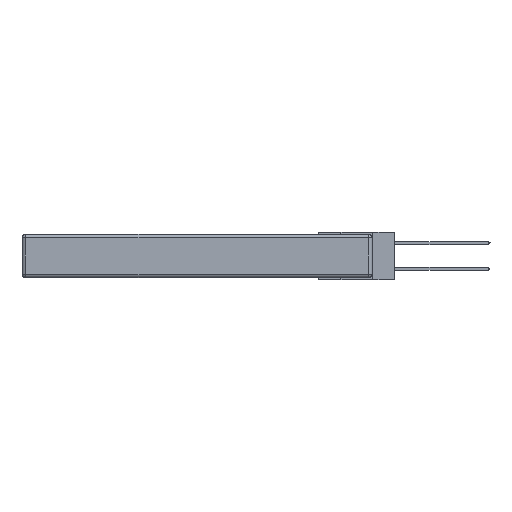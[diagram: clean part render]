
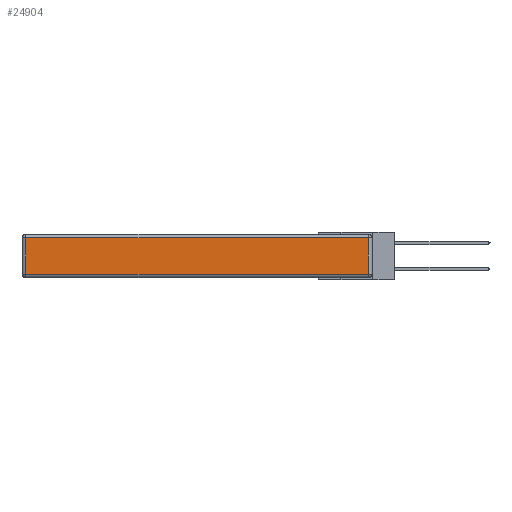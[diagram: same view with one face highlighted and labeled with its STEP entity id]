
A CAD part, left-side view. The second image highlights one B-rep face of the part: STEP entity #24904.
In plain terms, the highlighted planar face has unit normal (-1, 0, 0).
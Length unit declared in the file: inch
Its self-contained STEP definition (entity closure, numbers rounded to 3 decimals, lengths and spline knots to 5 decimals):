
#939 = CARTESIAN_POINT ( 'NONE',  ( 0., 0.03, -0.343 ) ) ;
#3514 = CARTESIAN_POINT ( 'NONE',  ( 0., 2.72, -0.313 ) ) ;
#3689 = EDGE_CURVE ( 'NONE', #27959, #30894, #5783, .T. ) ;
#3955 = CARTESIAN_POINT ( 'NONE',  ( 0., 0.03, -0.03 ) ) ;
#4569 = VECTOR ( 'NONE', #22961, 39.37008 ) ;
#4807 = DIRECTION ( 'NONE',  ( 0., 0., 1. ) ) ;
#5045 = EDGE_CURVE ( 'NONE', #11541, #27959, #15434, .T. ) ;
#5783 = LINE ( 'NONE', #16839, #31893 ) ;
#6078 = ORIENTED_EDGE ( 'NONE', *, *, #3689, .T. ) ;
#6808 = DIRECTION ( 'NONE',  ( 0., -1., 0. ) ) ;
#7409 = PLANE ( 'NONE',  #7820 ) ;
#7820 = AXIS2_PLACEMENT_3D ( 'NONE', #27597, #9915, #4807 ) ;
#9709 = EDGE_LOOP ( 'NONE', ( #6078, #28296, #22519, #20116 ) ) ;
#9915 = DIRECTION ( 'NONE',  ( -1., 0., 0. ) ) ;
#9961 = VECTOR ( 'NONE', #12190, 39.37008 ) ;
#11541 = VERTEX_POINT ( 'NONE', #14207 ) ;
#11668 = DIRECTION ( 'NONE',  ( 0., 1., 0. ) ) ;
#11740 = CARTESIAN_POINT ( 'NONE',  ( 0., 2.72, -0.343 ) ) ;
#12190 = DIRECTION ( 'NONE',  ( 0., 0., -1. ) ) ;
#14207 = CARTESIAN_POINT ( 'NONE',  ( 0., 2.72, -0.03 ) ) ;
#14450 = VECTOR ( 'NONE', #11668, 39.37008 ) ;
#15434 = LINE ( 'NONE', #11740, #9961 ) ;
#16107 = FACE_OUTER_BOUND ( 'NONE', #9709, .T. ) ;
#16820 = EDGE_CURVE ( 'NONE', #30894, #29518, #18591, .T. ) ;
#16839 = CARTESIAN_POINT ( 'NONE',  ( 0., 0., -0.313 ) ) ;
#18591 = LINE ( 'NONE', #939, #4569 ) ;
#20116 = ORIENTED_EDGE ( 'NONE', *, *, #5045, .T. ) ;
#22519 = ORIENTED_EDGE ( 'NONE', *, *, #26375, .T. ) ;
#22961 = DIRECTION ( 'NONE',  ( 0., 0., 1. ) ) ;
#24904 = ADVANCED_FACE ( 'NONE', ( #16107 ), #7409, .T. ) ;
#26375 = EDGE_CURVE ( 'NONE', #29518, #11541, #27346, .T. ) ;
#26844 = CARTESIAN_POINT ( 'NONE',  ( 0., 2.75, -0.03 ) ) ;
#27346 = LINE ( 'NONE', #26844, #14450 ) ;
#27597 = CARTESIAN_POINT ( 'NONE',  ( 0., 0., -0.343 ) ) ;
#27959 = VERTEX_POINT ( 'NONE', #3514 ) ;
#28296 = ORIENTED_EDGE ( 'NONE', *, *, #16820, .T. ) ;
#29518 = VERTEX_POINT ( 'NONE', #3955 ) ;
#30894 = VERTEX_POINT ( 'NONE', #31231 ) ;
#31231 = CARTESIAN_POINT ( 'NONE',  ( 0., 0.03, -0.313 ) ) ;
#31893 = VECTOR ( 'NONE', #6808, 39.37008 ) ;
